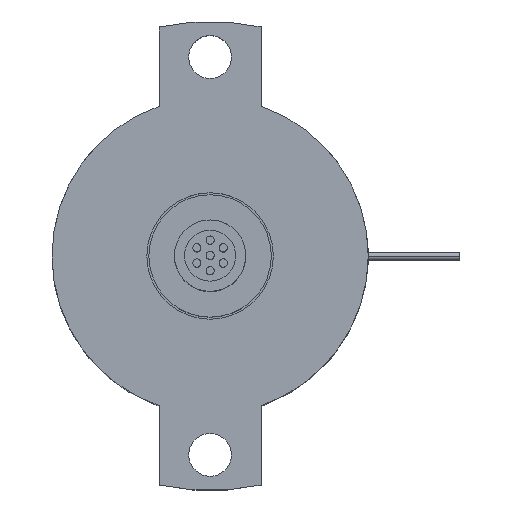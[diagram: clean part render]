
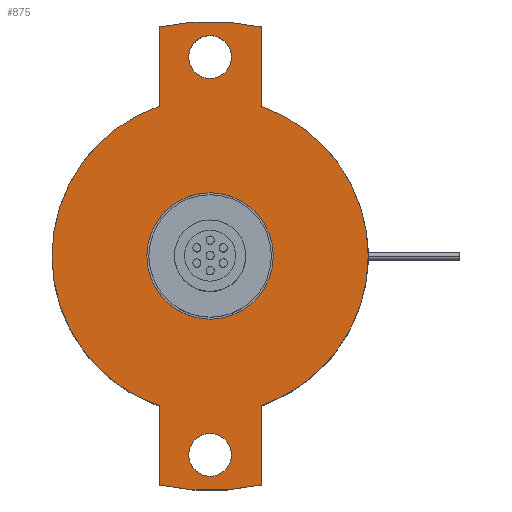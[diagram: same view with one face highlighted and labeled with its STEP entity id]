
A CAD part, top view. The second image highlights one B-rep face of the part: STEP entity #875.
In plain terms, the highlighted planar face has unit normal (0, 0, 1).
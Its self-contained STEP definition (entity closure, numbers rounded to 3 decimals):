
#20 = CIRCLE ( 'NONE', #1469, 2.1 ) ;
#24 = EDGE_LOOP ( 'NONE', ( #769, #687 ) ) ;
#50 = EDGE_CURVE ( 'NONE', #467, #1504, #1628, .T. ) ;
#59 = VERTEX_POINT ( 'NONE', #2084 ) ;
#67 = CIRCLE ( 'NONE', #2150, 15.5 ) ;
#93 = CARTESIAN_POINT ( 'NONE',  ( 2.1, -19.5, 33.5 ) ) ;
#103 = VECTOR ( 'NONE', #2590, 1000. ) ;
#110 = VECTOR ( 'NONE', #2271, 1000. ) ;
#116 = ORIENTED_EDGE ( 'NONE', *, *, #847, .T. ) ;
#122 = DIRECTION ( 'NONE',  ( 0., 0., 1. ) ) ;
#127 = CARTESIAN_POINT ( 'NONE',  ( 6.2, 0., 33.5 ) ) ;
#134 = DIRECTION ( 'NONE',  ( 0., 0., 1. ) ) ;
#164 = DIRECTION ( 'NONE',  ( -1., 0., 0. ) ) ;
#165 = CARTESIAN_POINT ( 'NONE',  ( -5., 14.671, 33.5 ) ) ;
#191 = EDGE_CURVE ( 'NONE', #1329, #1575, #20, .T. ) ;
#238 = CIRCLE ( 'NONE', #2076, 6.2 ) ;
#273 = CIRCLE ( 'NONE', #1703, 6.2 ) ;
#278 = VERTEX_POINT ( 'NONE', #93 ) ;
#284 = CARTESIAN_POINT ( 'NONE',  ( 0., 0., 33.5 ) ) ;
#312 = CARTESIAN_POINT ( 'NONE',  ( -5., -22.45, 33.5 ) ) ;
#359 = CARTESIAN_POINT ( 'NONE',  ( 0., 0., 33.5 ) ) ;
#361 = CARTESIAN_POINT ( 'NONE',  ( 0., -19.5, 33.5 ) ) ;
#391 = CARTESIAN_POINT ( 'NONE',  ( -5., -14.671, 33.5 ) ) ;
#410 = LINE ( 'NONE', #391, #1547 ) ;
#417 = EDGE_CURVE ( 'NONE', #278, #2582, #1094, .T. ) ;
#442 = ORIENTED_EDGE ( 'NONE', *, *, #1632, .F. ) ;
#452 = AXIS2_PLACEMENT_3D ( 'NONE', #1415, #134, #1634 ) ;
#467 = VERTEX_POINT ( 'NONE', #1674 ) ;
#477 = EDGE_CURVE ( 'NONE', #1060, #2095, #410, .T. ) ;
#490 = DIRECTION ( 'NONE',  ( 1., 0., 0. ) ) ;
#525 = CARTESIAN_POINT ( 'NONE',  ( 0., 0., 33.5 ) ) ;
#551 = CARTESIAN_POINT ( 'NONE',  ( 0., 19.5, 33.5 ) ) ;
#557 = ORIENTED_EDGE ( 'NONE', *, *, #2072, .T. ) ;
#559 = EDGE_CURVE ( 'NONE', #671, #59, #1338, .T. ) ;
#565 = DIRECTION ( 'NONE',  ( 1., 0., 0. ) ) ;
#572 = DIRECTION ( 'NONE',  ( -1., 0., 0. ) ) ;
#583 = VERTEX_POINT ( 'NONE', #628 ) ;
#628 = CARTESIAN_POINT ( 'NONE',  ( 5., -14.671, 33.5 ) ) ;
#644 = ORIENTED_EDGE ( 'NONE', *, *, #2214, .F. ) ;
#647 = VERTEX_POINT ( 'NONE', #648 ) ;
#648 = CARTESIAN_POINT ( 'NONE',  ( 5., 22.45, 33.5 ) ) ;
#671 = VERTEX_POINT ( 'NONE', #2377 ) ;
#687 = ORIENTED_EDGE ( 'NONE', *, *, #1606, .F. ) ;
#693 = ORIENTED_EDGE ( 'NONE', *, *, #191, .F. ) ;
#741 = DIRECTION ( 'NONE',  ( -1., 0., 0. ) ) ;
#751 = CARTESIAN_POINT ( 'NONE',  ( -6.2, 0., 33.5 ) ) ;
#753 = DIRECTION ( 'NONE',  ( 0., 0., 1. ) ) ;
#757 = DIRECTION ( 'NONE',  ( 1., 0., 0. ) ) ;
#769 = ORIENTED_EDGE ( 'NONE', *, *, #1837, .F. ) ;
#837 = CARTESIAN_POINT ( 'NONE',  ( 0., 0., 33.5 ) ) ;
#847 = EDGE_CURVE ( 'NONE', #1408, #583, #1238, .T. ) ;
#875 = ADVANCED_FACE ( 'NONE', ( #1168, #1742, #2256, #1688 ), #976, .T. ) ;
#904 = AXIS2_PLACEMENT_3D ( 'NONE', #837, #2344, #1043 ) ;
#929 = CIRCLE ( 'NONE', #452, 15.5 ) ;
#953 = CARTESIAN_POINT ( 'NONE',  ( 0., 0., 33.5 ) ) ;
#976 = PLANE ( 'NONE',  #2455 ) ;
#1043 = DIRECTION ( 'NONE',  ( 1., 0., 0. ) ) ;
#1057 = CARTESIAN_POINT ( 'NONE',  ( 0., 0., 33.5 ) ) ;
#1060 = VERTEX_POINT ( 'NONE', #1704 ) ;
#1066 = EDGE_CURVE ( 'NONE', #1504, #2006, #1850, .T. ) ;
#1080 = DIRECTION ( 'NONE',  ( 0., 0., 1. ) ) ;
#1085 = LINE ( 'NONE', #1292, #103 ) ;
#1094 = CIRCLE ( 'NONE', #1701, 2.1 ) ;
#1098 = ORIENTED_EDGE ( 'NONE', *, *, #1365, .T. ) ;
#1149 = DIRECTION ( 'NONE',  ( 1., 0., 0. ) ) ;
#1168 = FACE_BOUND ( 'NONE', #24, .T. ) ;
#1181 = DIRECTION ( 'NONE',  ( 1., 0., 0. ) ) ;
#1199 = ORIENTED_EDGE ( 'NONE', *, *, #417, .F. ) ;
#1206 = ORIENTED_EDGE ( 'NONE', *, *, #50, .T. ) ;
#1238 = LINE ( 'NONE', #2484, #110 ) ;
#1242 = EDGE_CURVE ( 'NONE', #647, #467, #1445, .T. ) ;
#1281 = DIRECTION ( 'NONE',  ( 1., 0., 0. ) ) ;
#1292 = CARTESIAN_POINT ( 'NONE',  ( 5., 14.671, 33.5 ) ) ;
#1329 = VERTEX_POINT ( 'NONE', #2681 ) ;
#1338 = CIRCLE ( 'NONE', #904, 15.5 ) ;
#1365 = EDGE_CURVE ( 'NONE', #583, #671, #929, .T. ) ;
#1395 = AXIS2_PLACEMENT_3D ( 'NONE', #2731, #1441, #164 ) ;
#1408 = VERTEX_POINT ( 'NONE', #1436 ) ;
#1415 = CARTESIAN_POINT ( 'NONE',  ( 0., 0., 33.5 ) ) ;
#1425 = ORIENTED_EDGE ( 'NONE', *, *, #2445, .T. ) ;
#1436 = CARTESIAN_POINT ( 'NONE',  ( 5., -22.45, 33.5 ) ) ;
#1441 = DIRECTION ( 'NONE',  ( 0., 0., 1. ) ) ;
#1445 = CIRCLE ( 'NONE', #2100, 23. ) ;
#1469 = AXIS2_PLACEMENT_3D ( 'NONE', #1565, #122, #1149 ) ;
#1504 = VERTEX_POINT ( 'NONE', #165 ) ;
#1514 = ORIENTED_EDGE ( 'NONE', *, *, #1066, .T. ) ;
#1546 = CARTESIAN_POINT ( 'NONE',  ( -2.1, -19.5, 33.5 ) ) ;
#1547 = VECTOR ( 'NONE', #1894, 1000. ) ;
#1550 = VECTOR ( 'NONE', #1731, 1000. ) ;
#1565 = CARTESIAN_POINT ( 'NONE',  ( 0., 19.5, 33.5 ) ) ;
#1575 = VERTEX_POINT ( 'NONE', #1592 ) ;
#1592 = CARTESIAN_POINT ( 'NONE',  ( 2.1, 19.5, 33.5 ) ) ;
#1606 = EDGE_CURVE ( 'NONE', #2156, #2153, #273, .T. ) ;
#1628 = LINE ( 'NONE', #2171, #1550 ) ;
#1632 = EDGE_CURVE ( 'NONE', #1575, #1329, #2418, .T. ) ;
#1634 = DIRECTION ( 'NONE',  ( 1., 0., 0. ) ) ;
#1674 = CARTESIAN_POINT ( 'NONE',  ( -5., 22.45, 33.5 ) ) ;
#1685 = ORIENTED_EDGE ( 'NONE', *, *, #559, .T. ) ;
#1688 = FACE_BOUND ( 'NONE', #2228, .T. ) ;
#1701 = AXIS2_PLACEMENT_3D ( 'NONE', #361, #1865, #572 ) ;
#1703 = AXIS2_PLACEMENT_3D ( 'NONE', #953, #2474, #1181 ) ;
#1704 = CARTESIAN_POINT ( 'NONE',  ( -5., -14.671, 33.5 ) ) ;
#1709 = CIRCLE ( 'NONE', #1395, 2.1 ) ;
#1731 = DIRECTION ( 'NONE',  ( 0., -1., 0. ) ) ;
#1736 = AXIS2_PLACEMENT_3D ( 'NONE', #525, #2027, #741 ) ;
#1742 = FACE_OUTER_BOUND ( 'NONE', #1846, .T. ) ;
#1790 = DIRECTION ( 'NONE',  ( 0., 0., 1. ) ) ;
#1837 = EDGE_CURVE ( 'NONE', #2153, #2156, #238, .T. ) ;
#1846 = EDGE_LOOP ( 'NONE', ( #1514, #2658, #2722, #557, #116, #1098, #1685, #1425, #2329, #1206 ) ) ;
#1850 = CIRCLE ( 'NONE', #2141, 15.5 ) ;
#1863 = DIRECTION ( 'NONE',  ( 0., 0., 1. ) ) ;
#1865 = DIRECTION ( 'NONE',  ( 0., 0., 1. ) ) ;
#1894 = DIRECTION ( 'NONE',  ( 0., -1., 0. ) ) ;
#1994 = CARTESIAN_POINT ( 'NONE',  ( -15.5, 0., 33.5 ) ) ;
#2006 = VERTEX_POINT ( 'NONE', #1994 ) ;
#2027 = DIRECTION ( 'NONE',  ( 0., 0., 1. ) ) ;
#2041 = CARTESIAN_POINT ( 'NONE',  ( 0., 0., 33.5 ) ) ;
#2050 = DIRECTION ( 'NONE',  ( 0., 0., 1. ) ) ;
#2072 = EDGE_CURVE ( 'NONE', #2095, #1408, #2617, .T. ) ;
#2076 = AXIS2_PLACEMENT_3D ( 'NONE', #2373, #1080, #2594 ) ;
#2084 = CARTESIAN_POINT ( 'NONE',  ( 5., 14.671, 33.5 ) ) ;
#2095 = VERTEX_POINT ( 'NONE', #312 ) ;
#2100 = AXIS2_PLACEMENT_3D ( 'NONE', #284, #1790, #490 ) ;
#2141 = AXIS2_PLACEMENT_3D ( 'NONE', #1057, #2573, #1281 ) ;
#2150 = AXIS2_PLACEMENT_3D ( 'NONE', #2041, #753, #2272 ) ;
#2153 = VERTEX_POINT ( 'NONE', #127 ) ;
#2156 = VERTEX_POINT ( 'NONE', #751 ) ;
#2171 = CARTESIAN_POINT ( 'NONE',  ( -5., 14.671, 33.5 ) ) ;
#2214 = EDGE_CURVE ( 'NONE', #2582, #278, #1709, .T. ) ;
#2228 = EDGE_LOOP ( 'NONE', ( #1199, #644 ) ) ;
#2256 = FACE_BOUND ( 'NONE', #2662, .T. ) ;
#2271 = DIRECTION ( 'NONE',  ( 0., 1., 0. ) ) ;
#2272 = DIRECTION ( 'NONE',  ( 1., 0., 0. ) ) ;
#2329 = ORIENTED_EDGE ( 'NONE', *, *, #1242, .T. ) ;
#2344 = DIRECTION ( 'NONE',  ( 0., 0., 1. ) ) ;
#2373 = CARTESIAN_POINT ( 'NONE',  ( 0., 0., 33.5 ) ) ;
#2377 = CARTESIAN_POINT ( 'NONE',  ( 15.5, 0., 33.5 ) ) ;
#2418 = CIRCLE ( 'NONE', #2568, 2.1 ) ;
#2445 = EDGE_CURVE ( 'NONE', #59, #647, #1085, .T. ) ;
#2455 = AXIS2_PLACEMENT_3D ( 'NONE', #359, #1863, #565 ) ;
#2474 = DIRECTION ( 'NONE',  ( 0., 0., 1. ) ) ;
#2484 = CARTESIAN_POINT ( 'NONE',  ( 5., -14.671, 33.5 ) ) ;
#2568 = AXIS2_PLACEMENT_3D ( 'NONE', #551, #2050, #757 ) ;
#2573 = DIRECTION ( 'NONE',  ( 0., 0., 1. ) ) ;
#2582 = VERTEX_POINT ( 'NONE', #1546 ) ;
#2590 = DIRECTION ( 'NONE',  ( 0., 1., 0. ) ) ;
#2594 = DIRECTION ( 'NONE',  ( 1., 0., 0. ) ) ;
#2617 = CIRCLE ( 'NONE', #1736, 23. ) ;
#2658 = ORIENTED_EDGE ( 'NONE', *, *, #2720, .T. ) ;
#2662 = EDGE_LOOP ( 'NONE', ( #442, #693 ) ) ;
#2681 = CARTESIAN_POINT ( 'NONE',  ( -2.1, 19.5, 33.5 ) ) ;
#2720 = EDGE_CURVE ( 'NONE', #2006, #1060, #67, .T. ) ;
#2722 = ORIENTED_EDGE ( 'NONE', *, *, #477, .T. ) ;
#2731 = CARTESIAN_POINT ( 'NONE',  ( 0., -19.5, 33.5 ) ) ;
